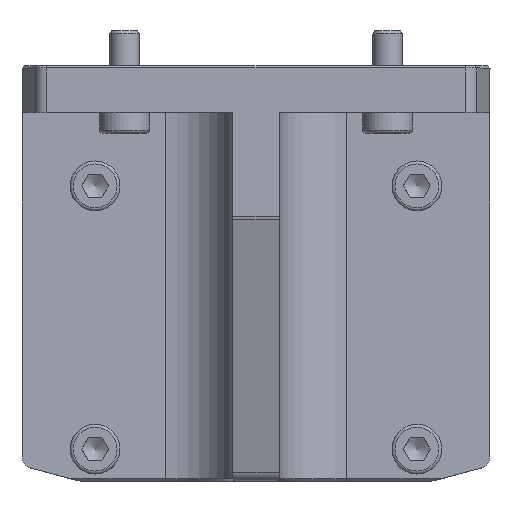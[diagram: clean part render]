
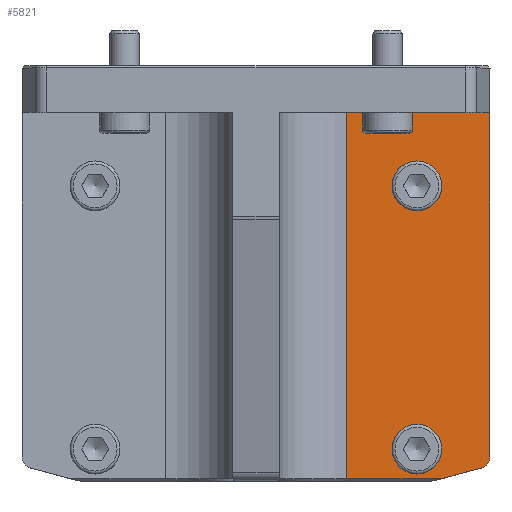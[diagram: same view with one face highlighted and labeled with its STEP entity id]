
A CAD part, top view. The second image highlights one B-rep face of the part: STEP entity #5821.
In plain terms, the highlighted planar face has unit normal (0, 0, 1).
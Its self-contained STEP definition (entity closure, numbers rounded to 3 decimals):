
#342=LINE('',#9455,#708);
#348=LINE('',#9473,#714);
#349=LINE('',#9477,#715);
#350=LINE('',#9481,#716);
#351=LINE('',#9482,#717);
#708=VECTOR('',#7520,10.);
#714=VECTOR('',#7536,10.);
#715=VECTOR('',#7541,10.);
#716=VECTOR('',#7544,10.);
#717=VECTOR('',#7545,10.);
#1021=FACE_BOUND('',#1569,.T.);
#1022=FACE_BOUND('',#1570,.T.);
#1232=FACE_OUTER_BOUND('',#1568,.T.);
#1568=EDGE_LOOP('',(#4313,#4314,#4315,#4316,#4317,#4318));
#1569=EDGE_LOOP('',(#4319,#4320));
#1570=EDGE_LOOP('',(#4321,#4322));
#1945=CIRCLE('',#6256,4.25);
#1946=CIRCLE('',#6257,4.25);
#1963=CIRCLE('',#6289,4.25);
#1964=CIRCLE('',#6290,4.25);
#1988=CIRCLE('',#6344,2.);
#2407=VERTEX_POINT('',#9188);
#2408=VERTEX_POINT('',#9189);
#2437=VERTEX_POINT('',#9288);
#2438=VERTEX_POINT('',#9289);
#2478=VERTEX_POINT('',#9438);
#2484=VERTEX_POINT('',#9453);
#2491=VERTEX_POINT('',#9472);
#2492=VERTEX_POINT('',#9476);
#2493=VERTEX_POINT('',#9478);
#2494=VERTEX_POINT('',#9480);
#3032=EDGE_CURVE('',#2407,#2408,#1945,.T.);
#3033=EDGE_CURVE('',#2408,#2407,#1946,.T.);
#3073=EDGE_CURVE('',#2437,#2438,#1963,.T.);
#3074=EDGE_CURVE('',#2438,#2437,#1964,.T.);
#3139=EDGE_CURVE('',#2484,#2478,#342,.T.);
#3148=EDGE_CURVE('',#2478,#2491,#348,.T.);
#3150=EDGE_CURVE('',#2492,#2484,#349,.T.);
#3151=EDGE_CURVE('',#2493,#2492,#1988,.T.);
#3152=EDGE_CURVE('',#2494,#2493,#350,.T.);
#3153=EDGE_CURVE('',#2491,#2494,#351,.T.);
#4313=ORIENTED_EDGE('',*,*,#3139,.F.);
#4314=ORIENTED_EDGE('',*,*,#3150,.F.);
#4315=ORIENTED_EDGE('',*,*,#3151,.F.);
#4316=ORIENTED_EDGE('',*,*,#3152,.F.);
#4317=ORIENTED_EDGE('',*,*,#3153,.F.);
#4318=ORIENTED_EDGE('',*,*,#3148,.F.);
#4319=ORIENTED_EDGE('',*,*,#3032,.T.);
#4320=ORIENTED_EDGE('',*,*,#3033,.T.);
#4321=ORIENTED_EDGE('',*,*,#3073,.T.);
#4322=ORIENTED_EDGE('',*,*,#3074,.T.);
#5316=PLANE('',#6343);
#5821=ADVANCED_FACE('',(#1232,#1021,#1022),#5316,.T.);
#6256=AXIS2_PLACEMENT_3D('',#9190,#7313,#7314);
#6257=AXIS2_PLACEMENT_3D('',#9191,#7315,#7316);
#6289=AXIS2_PLACEMENT_3D('',#9290,#7395,#7396);
#6290=AXIS2_PLACEMENT_3D('',#9291,#7397,#7398);
#6343=AXIS2_PLACEMENT_3D('',#9475,#7539,#7540);
#6344=AXIS2_PLACEMENT_3D('',#9479,#7542,#7543);
#7313=DIRECTION('center_axis',(0.,0.,
-1.));
#7314=DIRECTION('ref_axis',(0.,1.,0.));
#7315=DIRECTION('center_axis',(0.,0.,
-1.));
#7316=DIRECTION('ref_axis',(0.,1.,0.));
#7395=DIRECTION('center_axis',(0.,0.,
-1.));
#7396=DIRECTION('ref_axis',(0.,1.,0.));
#7397=DIRECTION('center_axis',(0.,0.,
-1.));
#7398=DIRECTION('ref_axis',(0.,1.,0.));
#7520=DIRECTION('',(-1.,0.,0.));
#7536=DIRECTION('',(0.,1.,0.));
#7539=DIRECTION('center_axis',(0.,0.,
1.));
#7540=DIRECTION('ref_axis',(-1.,0.,0.));
#7541=DIRECTION('',(-0.966,-0.259,0.));
#7542=DIRECTION('center_axis',(0.,0.,
-1.));
#7543=DIRECTION('ref_axis',(0.793,-0.609,0.));
#7544=DIRECTION('',(0.,-1.,0.));
#7545=DIRECTION('',(1.,0.,0.));
#9188=CARTESIAN_POINT('',(-1504.3,212.75,78.));
#9189=CARTESIAN_POINT('',(-1504.3,204.25,78.));
#9190=CARTESIAN_POINT('Origin',(-1504.3,208.5,78.));
#9191=CARTESIAN_POINT('Origin',(-1504.3,208.5,78.));
#9288=CARTESIAN_POINT('',(-1504.3,257.75,78.));
#9289=CARTESIAN_POINT('',(-1504.3,249.25,78.));
#9290=CARTESIAN_POINT('Origin',(-1504.3,253.5,78.));
#9291=CARTESIAN_POINT('Origin',(-1504.3,253.5,78.));
#9438=CARTESIAN_POINT('',(-1516.3,203.4,78.));
#9453=CARTESIAN_POINT('',(-1500.307,203.4,78.));
#9455=CARTESIAN_POINT('',(-1511.8,203.4,78.));
#9472=CARTESIAN_POINT('',(-1516.3,266.,78.));
#9473=CARTESIAN_POINT('',(-1516.3,266.,78.));
#9475=CARTESIAN_POINT('Origin',(-1491.8,266.,78.));
#9476=CARTESIAN_POINT('',(-1493.282,205.282,78.));
#9477=CARTESIAN_POINT('',(-1486.76,207.03,78.));
#9478=CARTESIAN_POINT('',(-1491.8,207.214,78.));
#9479=CARTESIAN_POINT('Origin',(-1493.8,207.214,78.));
#9480=CARTESIAN_POINT('',(-1491.8,266.,78.));
#9481=CARTESIAN_POINT('',(-1491.8,266.,78.));
#9482=CARTESIAN_POINT('',(-1511.8,266.,78.));
